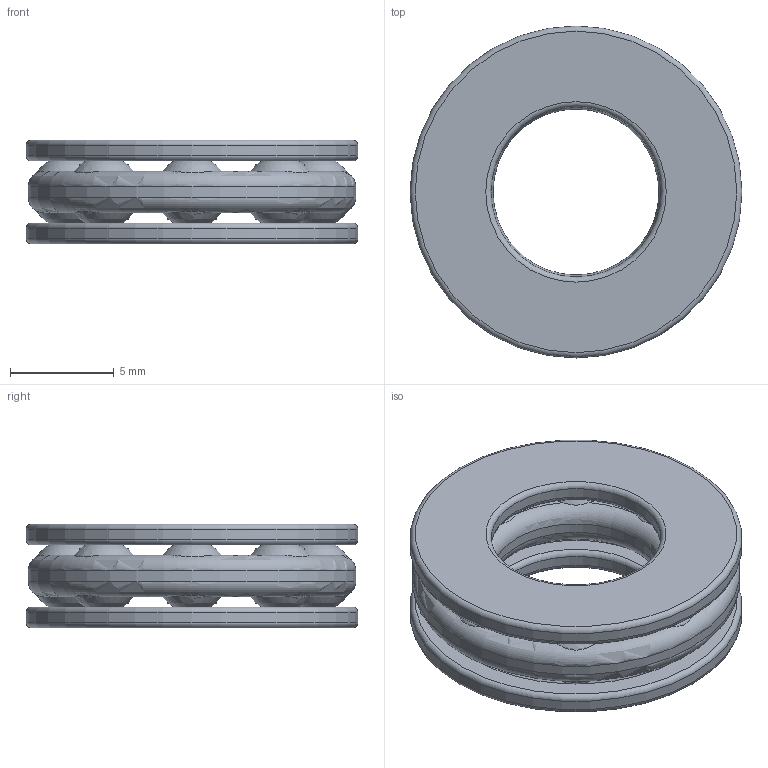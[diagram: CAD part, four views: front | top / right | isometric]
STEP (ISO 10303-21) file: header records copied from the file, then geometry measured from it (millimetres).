
FILE_DESCRIPTION(/* description */ (''),/* implementation_level */ '2;1');
FILE_NAME(/* name */ 'HW2118WC-Thrust Bearing F8-16M.step',/* time_stamp */ '2022-10-11T10:56:02+01:00',/* author */ (''),/* organization */ (''),/* preprocessor_version */ 'ST-DEVELOPER v19',/* originating_system */ 'Autodesk Translation Framework v11.7.0.108',/* authorisation */ '');
FILE_SCHEMA (('AUTOMOTIVE_DESIGN { 1 0 10303 214 3 1 1 }'));
Length unit declared in the file: millimetre
Products named in the file (1): HW2118WC
Bounding box: 16 x 16 x 5 mm (x, y, z)
Volume: 585.5 mm3; surface area: 1489.3 mm2
Topology: 11 solids, 11 shells, 58 faces, 190 edges, 122 vertices
Faces by surface type: plane 22, sphere 16, torus 14, cylinder 6
Full cylindrical faces by diameter (mm): 8 x1, 8.2 x2, 15.8 x1, 16 x2
Entity records: 2425 total; most frequent: CARTESIAN_POINT 732, DIRECTION 360, ORIENTED_EDGE 348, AXIS2_PLACEMENT_3D 177, EDGE_CURVE 174, VERTEX_POINT 122, CIRCLE 118, EDGE_LOOP 64
